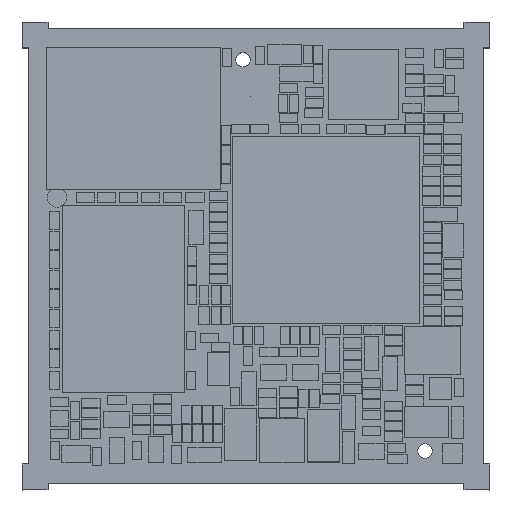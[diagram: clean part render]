
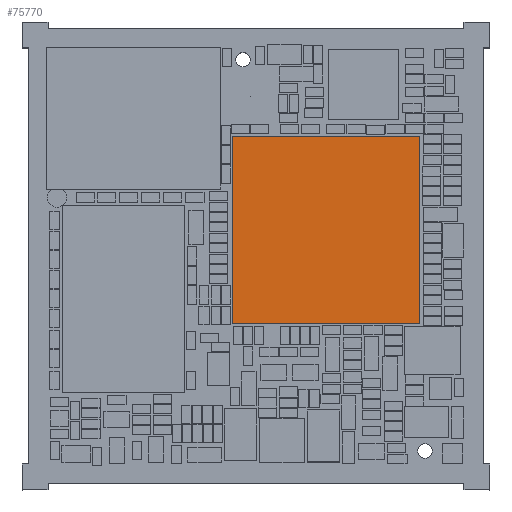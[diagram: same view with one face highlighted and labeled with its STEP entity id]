
A CAD part, top view. The second image highlights one B-rep face of the part: STEP entity #75770.
In plain terms, the highlighted planar face has unit normal (0, 0, 1).
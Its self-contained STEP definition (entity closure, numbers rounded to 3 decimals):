
#75456 = VERTEX_POINT('',#75457);
#75457 = CARTESIAN_POINT('',(16.2,12.8,1.32));
#75464 = PLANE('',#75465);
#75465 = AXIS2_PLACEMENT_3D('',#75466,#75467,#75468);
#75466 = CARTESIAN_POINT('',(16.2,12.8,0.));
#75467 = DIRECTION('',(0.,1.,0.));
#75468 = DIRECTION('',(1.,0.,0.));
#75476 = PLANE('',#75477);
#75477 = AXIS2_PLACEMENT_3D('',#75478,#75479,#75480);
#75478 = CARTESIAN_POINT('',(16.2,27.2,0.));
#75479 = DIRECTION('',(1.,0.,0.));
#75480 = DIRECTION('',(0.,-1.,0.));
#75488 = EDGE_CURVE('',#75456,#75489,#75491,.T.);
#75489 = VERTEX_POINT('',#75490);
#75490 = CARTESIAN_POINT('',(30.6,12.8,1.32));
#75491 = SURFACE_CURVE('',#75492,(#75496,#75503),.PCURVE_S1.);
#75492 = LINE('',#75493,#75494);
#75493 = CARTESIAN_POINT('',(16.2,12.8,1.32));
#75494 = VECTOR('',#75495,1.);
#75495 = DIRECTION('',(1.,0.,0.));
#75496 = PCURVE('',#75464,#75497);
#75497 = DEFINITIONAL_REPRESENTATION('',(#75498),#75502);
#75498 = LINE('',#75499,#75500);
#75499 = CARTESIAN_POINT('',(0.,-1.32));
#75500 = VECTOR('',#75501,1.);
#75501 = DIRECTION('',(1.,0.));
#75502 = ( GEOMETRIC_REPRESENTATION_CONTEXT(2) 
PARAMETRIC_REPRESENTATION_CONTEXT() REPRESENTATION_CONTEXT('2D SPACE',''
  ) );
#75503 = PCURVE('',#75504,#75509);
#75504 = PLANE('',#75505);
#75505 = AXIS2_PLACEMENT_3D('',#75506,#75507,#75508);
#75506 = CARTESIAN_POINT('',(16.2,12.8,1.32));
#75507 = DIRECTION('',(0.,0.,-1.));
#75508 = DIRECTION('',(-1.,0.,0.));
#75509 = DEFINITIONAL_REPRESENTATION('',(#75510),#75514);
#75510 = LINE('',#75511,#75512);
#75511 = CARTESIAN_POINT('',(0.,0.));
#75512 = VECTOR('',#75513,1.);
#75513 = DIRECTION('',(-1.,0.));
#75514 = ( GEOMETRIC_REPRESENTATION_CONTEXT(2) 
PARAMETRIC_REPRESENTATION_CONTEXT() REPRESENTATION_CONTEXT('2D SPACE',''
  ) );
#75532 = PLANE('',#75533);
#75533 = AXIS2_PLACEMENT_3D('',#75534,#75535,#75536);
#75534 = CARTESIAN_POINT('',(30.6,12.8,0.));
#75535 = DIRECTION('',(-1.,0.,0.));
#75536 = DIRECTION('',(0.,1.,0.));
#75576 = VERTEX_POINT('',#75577);
#75577 = CARTESIAN_POINT('',(16.2,27.2,1.32));
#75591 = PLANE('',#75592);
#75592 = AXIS2_PLACEMENT_3D('',#75593,#75594,#75595);
#75593 = CARTESIAN_POINT('',(30.6,27.2,0.));
#75594 = DIRECTION('',(0.,-1.,0.));
#75595 = DIRECTION('',(-1.,0.,0.));
#75603 = EDGE_CURVE('',#75576,#75456,#75604,.T.);
#75604 = SURFACE_CURVE('',#75605,(#75609,#75616),.PCURVE_S1.);
#75605 = LINE('',#75606,#75607);
#75606 = CARTESIAN_POINT('',(16.2,27.2,1.32));
#75607 = VECTOR('',#75608,1.);
#75608 = DIRECTION('',(0.,-1.,0.));
#75609 = PCURVE('',#75476,#75610);
#75610 = DEFINITIONAL_REPRESENTATION('',(#75611),#75615);
#75611 = LINE('',#75612,#75613);
#75612 = CARTESIAN_POINT('',(0.,-1.32));
#75613 = VECTOR('',#75614,1.);
#75614 = DIRECTION('',(1.,0.));
#75615 = ( GEOMETRIC_REPRESENTATION_CONTEXT(2) 
PARAMETRIC_REPRESENTATION_CONTEXT() REPRESENTATION_CONTEXT('2D SPACE',''
  ) );
#75616 = PCURVE('',#75504,#75617);
#75617 = DEFINITIONAL_REPRESENTATION('',(#75618),#75622);
#75618 = LINE('',#75619,#75620);
#75619 = CARTESIAN_POINT('',(0.,14.4));
#75620 = VECTOR('',#75621,1.);
#75621 = DIRECTION('',(0.,-1.));
#75622 = ( GEOMETRIC_REPRESENTATION_CONTEXT(2) 
PARAMETRIC_REPRESENTATION_CONTEXT() REPRESENTATION_CONTEXT('2D SPACE',''
  ) );
#75650 = EDGE_CURVE('',#75489,#75651,#75653,.T.);
#75651 = VERTEX_POINT('',#75652);
#75652 = CARTESIAN_POINT('',(30.6,27.2,1.32));
#75653 = SURFACE_CURVE('',#75654,(#75658,#75665),.PCURVE_S1.);
#75654 = LINE('',#75655,#75656);
#75655 = CARTESIAN_POINT('',(30.6,12.8,1.32));
#75656 = VECTOR('',#75657,1.);
#75657 = DIRECTION('',(0.,1.,0.));
#75658 = PCURVE('',#75532,#75659);
#75659 = DEFINITIONAL_REPRESENTATION('',(#75660),#75664);
#75660 = LINE('',#75661,#75662);
#75661 = CARTESIAN_POINT('',(0.,-1.32));
#75662 = VECTOR('',#75663,1.);
#75663 = DIRECTION('',(1.,0.));
#75664 = ( GEOMETRIC_REPRESENTATION_CONTEXT(2) 
PARAMETRIC_REPRESENTATION_CONTEXT() REPRESENTATION_CONTEXT('2D SPACE',''
  ) );
#75665 = PCURVE('',#75504,#75666);
#75666 = DEFINITIONAL_REPRESENTATION('',(#75667),#75671);
#75667 = LINE('',#75668,#75669);
#75668 = CARTESIAN_POINT('',(-14.4,0.));
#75669 = VECTOR('',#75670,1.);
#75670 = DIRECTION('',(0.,1.));
#75671 = ( GEOMETRIC_REPRESENTATION_CONTEXT(2) 
PARAMETRIC_REPRESENTATION_CONTEXT() REPRESENTATION_CONTEXT('2D SPACE',''
  ) );
#75721 = EDGE_CURVE('',#75651,#75576,#75722,.T.);
#75722 = SURFACE_CURVE('',#75723,(#75727,#75734),.PCURVE_S1.);
#75723 = LINE('',#75724,#75725);
#75724 = CARTESIAN_POINT('',(30.6,27.2,1.32));
#75725 = VECTOR('',#75726,1.);
#75726 = DIRECTION('',(-1.,0.,0.));
#75727 = PCURVE('',#75591,#75728);
#75728 = DEFINITIONAL_REPRESENTATION('',(#75729),#75733);
#75729 = LINE('',#75730,#75731);
#75730 = CARTESIAN_POINT('',(0.,-1.32));
#75731 = VECTOR('',#75732,1.);
#75732 = DIRECTION('',(1.,0.));
#75733 = ( GEOMETRIC_REPRESENTATION_CONTEXT(2) 
PARAMETRIC_REPRESENTATION_CONTEXT() REPRESENTATION_CONTEXT('2D SPACE',''
  ) );
#75734 = PCURVE('',#75504,#75735);
#75735 = DEFINITIONAL_REPRESENTATION('',(#75736),#75740);
#75736 = LINE('',#75737,#75738);
#75737 = CARTESIAN_POINT('',(-14.4,14.4));
#75738 = VECTOR('',#75739,1.);
#75739 = DIRECTION('',(1.,0.));
#75740 = ( GEOMETRIC_REPRESENTATION_CONTEXT(2) 
PARAMETRIC_REPRESENTATION_CONTEXT() REPRESENTATION_CONTEXT('2D SPACE',''
  ) );
#75770 = ADVANCED_FACE('',(#75771),#75504,.F.);
#75771 = FACE_BOUND('',#75772,.F.);
#75772 = EDGE_LOOP('',(#75773,#75774,#75775,#75776));
#75773 = ORIENTED_EDGE('',*,*,#75488,.F.);
#75774 = ORIENTED_EDGE('',*,*,#75603,.F.);
#75775 = ORIENTED_EDGE('',*,*,#75721,.F.);
#75776 = ORIENTED_EDGE('',*,*,#75650,.F.);
